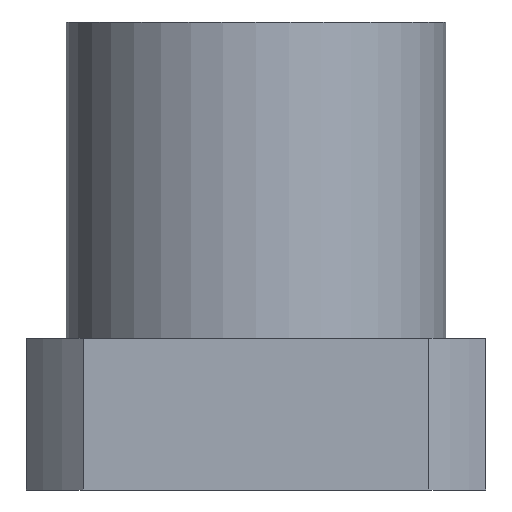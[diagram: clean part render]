
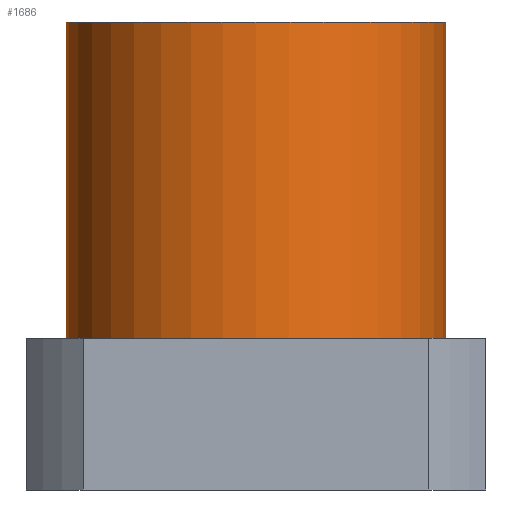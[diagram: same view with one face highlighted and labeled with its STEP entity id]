
A CAD part, front view. The second image highlights one B-rep face of the part: STEP entity #1686.
In plain terms, the highlighted cylindrical face has radius 1.651 mm (diameter 3.302 mm), a partial arc.
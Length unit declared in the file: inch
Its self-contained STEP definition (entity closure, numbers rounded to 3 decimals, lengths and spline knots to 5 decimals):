
#88 = EDGE_CURVE ( 'NONE', #632, #966, #280, .T. ) ;
#121 = CARTESIAN_POINT ( 'NONE',  ( 0., 0., 0.45235 ) ) ;
#122 = EDGE_CURVE ( 'NONE', #1440, #632, #131, .T. ) ;
#131 = CIRCLE ( 'NONE', #1572, 0.065 ) ;
#140 = CARTESIAN_POINT ( 'NONE',  ( 0.065, 0., 0. ) ) ;
#181 = EDGE_CURVE ( 'NONE', #966, #1211, #1430, .T. ) ;
#280 = LINE ( 'NONE', #728, #1728 ) ;
#307 = CARTESIAN_POINT ( 'NONE',  ( -0.065, 0., 0.10827 ) ) ;
#334 = DIRECTION ( 'NONE',  ( 0., 0., -1. ) ) ;
#352 = CARTESIAN_POINT ( 'NONE',  ( 0., 0., 0. ) ) ;
#471 = DIRECTION ( 'NONE',  ( 1., 0., 0. ) ) ;
#486 = CARTESIAN_POINT ( 'NONE',  ( 0.065, 0., 0.45235 ) ) ;
#540 = ORIENTED_EDGE ( 'NONE', *, *, #1520, .F. ) ;
#590 = DIRECTION ( 'NONE',  ( 0., 0., -1. ) ) ;
#632 = VERTEX_POINT ( 'NONE', #307 ) ;
#666 = DIRECTION ( 'NONE',  ( 0., 0., -1. ) ) ;
#728 = CARTESIAN_POINT ( 'NONE',  ( -0.065, 0., 0.45235 ) ) ;
#872 = EDGE_LOOP ( 'NONE', ( #540, #1515, #964, #1806 ) ) ;
#964 = ORIENTED_EDGE ( 'NONE', *, *, #88, .T. ) ;
#966 = VERTEX_POINT ( 'NONE', #1059 ) ;
#1033 = CARTESIAN_POINT ( 'NONE',  ( 0.065, 0., 0.10827 ) ) ;
#1059 = CARTESIAN_POINT ( 'NONE',  ( -0.065, 0., 0. ) ) ;
#1097 = CYLINDRICAL_SURFACE ( 'NONE', #1744, 0.065 ) ;
#1157 = DIRECTION ( 'NONE',  ( -1., 0., 0. ) ) ;
#1170 = CARTESIAN_POINT ( 'NONE',  ( 0., 0., 0.10827 ) ) ;
#1211 = VERTEX_POINT ( 'NONE', #140 ) ;
#1430 = CIRCLE ( 'NONE', #1453, 0.065 ) ;
#1440 = VERTEX_POINT ( 'NONE', #1033 ) ;
#1444 = VECTOR ( 'NONE', #1475, 39.37008 ) ;
#1453 = AXIS2_PLACEMENT_3D ( 'NONE', #352, #1730, #471 ) ;
#1475 = DIRECTION ( 'NONE',  ( 0., 0., -1. ) ) ;
#1512 = FACE_OUTER_BOUND ( 'NONE', #872, .T. ) ;
#1515 = ORIENTED_EDGE ( 'NONE', *, *, #122, .T. ) ;
#1520 = EDGE_CURVE ( 'NONE', #1440, #1211, #1811, .T. ) ;
#1529 = DIRECTION ( 'NONE',  ( -1., 0., 0. ) ) ;
#1572 = AXIS2_PLACEMENT_3D ( 'NONE', #1170, #334, #1157 ) ;
#1686 = ADVANCED_FACE ( 'NONE', ( #1512 ), #1097, .T. ) ;
#1728 = VECTOR ( 'NONE', #590, 39.37008 ) ;
#1730 = DIRECTION ( 'NONE',  ( 0., 0., 1. ) ) ;
#1744 = AXIS2_PLACEMENT_3D ( 'NONE', #121, #666, #1529 ) ;
#1806 = ORIENTED_EDGE ( 'NONE', *, *, #181, .T. ) ;
#1811 = LINE ( 'NONE', #486, #1444 ) ;
